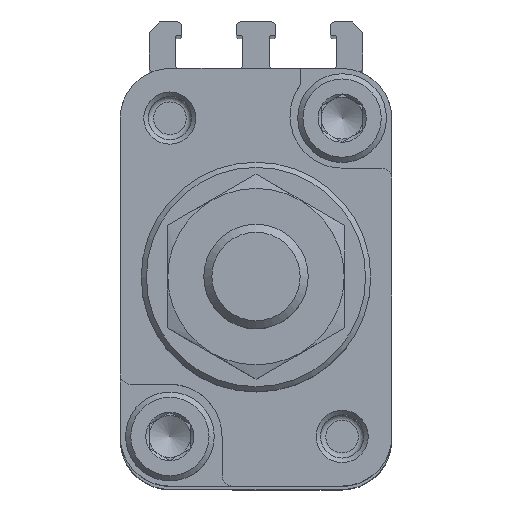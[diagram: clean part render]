
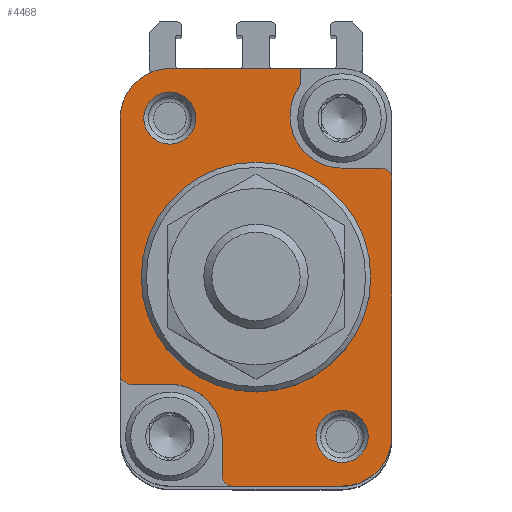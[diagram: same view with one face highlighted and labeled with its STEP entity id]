
A CAD part, top view. The second image highlights one B-rep face of the part: STEP entity #4468.
In plain terms, the highlighted planar face has unit normal (0, 0, 1).
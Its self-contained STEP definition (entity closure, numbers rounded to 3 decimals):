
#179=LINE('',#7257,#469);
#185=LINE('',#7275,#475);
#194=LINE('',#7304,#484);
#203=LINE('',#7328,#493);
#204=LINE('',#7332,#494);
#205=LINE('',#7336,#495);
#206=LINE('',#7340,#496);
#207=LINE('',#7345,#497);
#469=VECTOR('',#5625,1000.);
#475=VECTOR('',#5641,1000.);
#484=VECTOR('',#5666,1000.);
#493=VECTOR('',#5685,1000.);
#494=VECTOR('',#5690,1000.);
#495=VECTOR('',#5693,1000.);
#496=VECTOR('',#5696,1000.);
#497=VECTOR('',#5701,1000.);
#728=PLANE('',#4896);
#942=CIRCLE('',#4897,2.5);
#943=CIRCLE('',#4898,2.5);
#944=CIRCLE('',#4899,11.);
#945=CIRCLE('',#4900,5.);
#946=CIRCLE('',#4901,4.75);
#947=CIRCLE('',#4902,1.);
#948=CIRCLE('',#4903,5.);
#949=CIRCLE('',#4904,1.);
#950=CIRCLE('',#4905,4.75);
#951=CIRCLE('',#4906,1.);
#1327=ORIENTED_EDGE('',*,*,#2562,.T.);
#1328=ORIENTED_EDGE('',*,*,#2563,.T.);
#1329=ORIENTED_EDGE('',*,*,#2564,.T.);
#1330=ORIENTED_EDGE('',*,*,#2565,.F.);
#1331=ORIENTED_EDGE('',*,*,#2566,.T.);
#1332=ORIENTED_EDGE('',*,*,#2553,.T.);
#1333=ORIENTED_EDGE('',*,*,#2567,.T.);
#1334=ORIENTED_EDGE('',*,*,#2529,.T.);
#1335=ORIENTED_EDGE('',*,*,#2568,.T.);
#1336=ORIENTED_EDGE('',*,*,#2569,.T.);
#1337=ORIENTED_EDGE('',*,*,#2570,.F.);
#1338=ORIENTED_EDGE('',*,*,#2571,.T.);
#1339=ORIENTED_EDGE('',*,*,#2572,.T.);
#1340=ORIENTED_EDGE('',*,*,#2573,.T.);
#1341=ORIENTED_EDGE('',*,*,#2574,.T.);
#1342=ORIENTED_EDGE('',*,*,#2538,.T.);
#1343=ORIENTED_EDGE('',*,*,#2575,.T.);
#1344=ORIENTED_EDGE('',*,*,#2576,.T.);
#2529=EDGE_CURVE('',#3132,#3131,#179,.T.);
#2538=EDGE_CURVE('',#3139,#3138,#185,.T.);
#2553=EDGE_CURVE('',#3151,#3150,#194,.T.);
#2562=EDGE_CURVE('',#3156,#3156,#942,.T.);
#2563=EDGE_CURVE('',#3157,#3157,#943,.T.);
#2564=EDGE_CURVE('',#3158,#3158,#944,.T.);
#2565=EDGE_CURVE('',#3159,#3160,#945,.T.);
#2566=EDGE_CURVE('',#3159,#3151,#203,.T.);
#2567=EDGE_CURVE('',#3150,#3132,#946,.T.);
#2568=EDGE_CURVE('',#3131,#3161,#947,.T.);
#2569=EDGE_CURVE('',#3161,#3162,#204,.T.);
#2570=EDGE_CURVE('',#3163,#3162,#948,.T.);
#2571=EDGE_CURVE('',#3163,#3164,#205,.T.);
#2572=EDGE_CURVE('',#3164,#3165,#949,.T.);
#2573=EDGE_CURVE('',#3165,#3166,#206,.T.);
#2574=EDGE_CURVE('',#3166,#3139,#950,.T.);
#2575=EDGE_CURVE('',#3138,#3167,#951,.T.);
#2576=EDGE_CURVE('',#3167,#3160,#207,.T.);
#3131=VERTEX_POINT('',#7256);
#3132=VERTEX_POINT('',#7258);
#3138=VERTEX_POINT('',#7274);
#3139=VERTEX_POINT('',#7276);
#3150=VERTEX_POINT('',#7303);
#3151=VERTEX_POINT('',#7305);
#3156=VERTEX_POINT('',#7320);
#3157=VERTEX_POINT('',#7322);
#3158=VERTEX_POINT('',#7324);
#3159=VERTEX_POINT('',#7326);
#3160=VERTEX_POINT('',#7327);
#3161=VERTEX_POINT('',#7331);
#3162=VERTEX_POINT('',#7333);
#3163=VERTEX_POINT('',#7335);
#3164=VERTEX_POINT('',#7337);
#3165=VERTEX_POINT('',#7339);
#3166=VERTEX_POINT('',#7341);
#3167=VERTEX_POINT('',#7344);
#3544=EDGE_LOOP('',(#1327));
#3545=EDGE_LOOP('',(#1328));
#3546=EDGE_LOOP('',(#1329));
#3547=EDGE_LOOP('',(#1330,#1331,#1332,#1333,#1334,#1335,#1336,#1337,#1338,
#1339,#1340,#1341,#1342,#1343,#1344));
#3976=FACE_BOUND('',#3544,.T.);
#3977=FACE_BOUND('',#3545,.T.);
#3978=FACE_BOUND('',#3546,.T.);
#3979=FACE_BOUND('',#3547,.T.);
#4468=ADVANCED_FACE('',(#3976,#3977,#3978,#3979),#728,.T.);
#4896=AXIS2_PLACEMENT_3D('',#7318,#5675,#5676);
#4897=AXIS2_PLACEMENT_3D('',#7319,#5677,#5678);
#4898=AXIS2_PLACEMENT_3D('',#7321,#5679,#5680);
#4899=AXIS2_PLACEMENT_3D('',#7323,#5681,#5682);
#4900=AXIS2_PLACEMENT_3D('',#7325,#5683,#5684);
#4901=AXIS2_PLACEMENT_3D('',#7329,#5686,#5687);
#4902=AXIS2_PLACEMENT_3D('',#7330,#5688,#5689);
#4903=AXIS2_PLACEMENT_3D('',#7334,#5691,#5692);
#4904=AXIS2_PLACEMENT_3D('',#7338,#5694,#5695);
#4905=AXIS2_PLACEMENT_3D('',#7342,#5697,#5698);
#4906=AXIS2_PLACEMENT_3D('',#7343,#5699,#5700);
#5625=DIRECTION('',(0.,-1.,0.));
#5641=DIRECTION('',(0.,1.,0.));
#5666=DIRECTION('',(-1.,0.,0.));
#5675=DIRECTION('',(0.,0.,1.));
#5676=DIRECTION('',(1.,0.,0.));
#5677=DIRECTION('',(0.,0.,-1.));
#5678=DIRECTION('',(-1.,0.,0.));
#5679=DIRECTION('',(0.,0.,-1.));
#5680=DIRECTION('',(-1.,0.,0.));
#5681=DIRECTION('',(0.,0.,-1.));
#5682=DIRECTION('',(-1.,0.,0.));
#5683=DIRECTION('',(0.,0.,1.));
#5684=DIRECTION('',(1.,0.,0.));
#5685=DIRECTION('',(0.,1.,0.));
#5686=DIRECTION('',(0.,0.,1.));
#5687=DIRECTION('',(1.,0.,0.));
#5688=DIRECTION('',(0.,0.,1.));
#5689=DIRECTION('',(1.,0.,0.));
#5690=DIRECTION('',(1.,0.,0.));
#5691=DIRECTION('',(0.,0.,1.));
#5692=DIRECTION('',(1.,0.,0.));
#5693=DIRECTION('',(0.,-1.,0.));
#5694=DIRECTION('',(0.,0.,1.));
#5695=DIRECTION('',(1.,0.,0.));
#5696=DIRECTION('',(1.,0.,0.));
#5697=DIRECTION('',(0.,0.,1.));
#5698=DIRECTION('',(1.,0.,0.));
#5699=DIRECTION('',(0.,0.,1.));
#5700=DIRECTION('',(1.,0.,0.));
#5701=DIRECTION('',(-1.,0.,0.));
#7256=CARTESIAN_POINT('',(-13.,-9.25,0.));
#7257=CARTESIAN_POINT('',(-13.,15.25,0.));
#7258=CARTESIAN_POINT('',(-13.,15.25,0.));
#7274=CARTESIAN_POINT('',(13.,9.45,0.));
#7275=CARTESIAN_POINT('',(13.,-15.25,0.));
#7276=CARTESIAN_POINT('',(13.,-15.25,0.));
#7303=CARTESIAN_POINT('',(-8.25,20.,0.));
#7304=CARTESIAN_POINT('',(8.25,20.,0.));
#7305=CARTESIAN_POINT('',(4.25,20.,0.));
#7318=CARTESIAN_POINT('',(-8.25,15.25,0.));
#7319=CARTESIAN_POINT('',(8.25,-15.25,0.));
#7320=CARTESIAN_POINT('',(5.75,-15.25,0.));
#7321=CARTESIAN_POINT('',(-8.25,15.25,0.));
#7322=CARTESIAN_POINT('',(-10.75,15.25,0.));
#7323=CARTESIAN_POINT('',(0.,0.,0.));
#7324=CARTESIAN_POINT('',(-11.,0.,0.));
#7325=CARTESIAN_POINT('',(8.25,15.45,0.));
#7326=CARTESIAN_POINT('',(4.25,18.45,0.));
#7327=CARTESIAN_POINT('',(8.25,10.45,0.));
#7328=CARTESIAN_POINT('',(4.25,18.45,0.));
#7329=CARTESIAN_POINT('',(-8.25,15.25,0.));
#7330=CARTESIAN_POINT('',(-12.,-9.25,0.));
#7331=CARTESIAN_POINT('',(-12.,-10.25,0.));
#7332=CARTESIAN_POINT('',(-12.,-10.25,0.));
#7333=CARTESIAN_POINT('',(-8.25,-10.25,0.));
#7334=CARTESIAN_POINT('',(-8.25,-15.25,0.));
#7335=CARTESIAN_POINT('',(-3.25,-15.25,0.));
#7336=CARTESIAN_POINT('',(-3.25,-15.25,0.));
#7337=CARTESIAN_POINT('',(-3.25,-19.,0.));
#7338=CARTESIAN_POINT('',(-2.25,-19.,0.));
#7339=CARTESIAN_POINT('',(-2.25,-20.,0.));
#7340=CARTESIAN_POINT('',(-8.25,-20.,0.));
#7341=CARTESIAN_POINT('',(8.25,-20.,0.));
#7342=CARTESIAN_POINT('',(8.25,-15.25,0.));
#7343=CARTESIAN_POINT('',(12.,9.45,0.));
#7344=CARTESIAN_POINT('',(12.,10.45,0.));
#7345=CARTESIAN_POINT('',(12.,10.45,0.));
